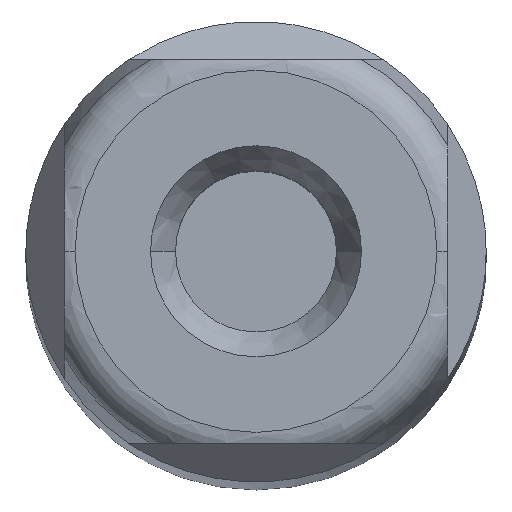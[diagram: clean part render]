
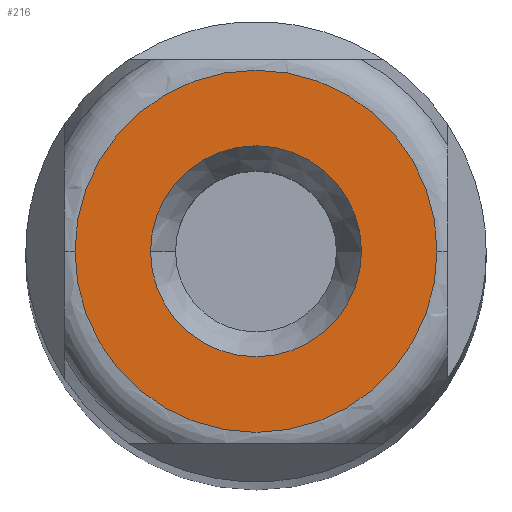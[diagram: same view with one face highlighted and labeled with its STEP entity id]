
A CAD part, top view. The second image highlights one B-rep face of the part: STEP entity #216.
In plain terms, the highlighted planar face has unit normal (0, 0, 1).
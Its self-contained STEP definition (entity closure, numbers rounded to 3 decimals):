
#6 = EDGE_CURVE ( 'NONE', #94, #818, #330, .T. ) ;
#16 = EDGE_CURVE ( 'NONE', #161, #259, #386, .T. ) ;
#30 = ORIENTED_EDGE ( 'NONE', *, *, #75, .T. ) ;
#61 = ORIENTED_EDGE ( 'NONE', *, *, #16, .T. ) ;
#75 = EDGE_CURVE ( 'NONE', #259, #161, #788, .T. ) ;
#94 = VERTEX_POINT ( 'NONE', #933 ) ;
#140 = ORIENTED_EDGE ( 'NONE', *, *, #148, .F. ) ;
#148 = EDGE_CURVE ( 'NONE', #818, #94, #568, .T. ) ;
#161 = VERTEX_POINT ( 'NONE', #660 ) ;
#181 = EDGE_LOOP ( 'NONE', ( #61, #30 ) ) ;
#215 = ORIENTED_EDGE ( 'NONE', *, *, #6, .F. ) ;
#216 = ADVANCED_FACE ( 'NONE', ( #319, #320 ), #321, .F. ) ;
#249 = EDGE_LOOP ( 'NONE', ( #140, #215 ) ) ;
#259 = VERTEX_POINT ( 'NONE', #582 ) ;
#319 = FACE_BOUND ( 'NONE', #249, .T. ) ;
#320 = FACE_OUTER_BOUND ( 'NONE', #181, .T. ) ;
#321 = PLANE ( 'NONE',  #322 ) ;
#322 = AXIS2_PLACEMENT_3D ( 'NONE', #323, #324, #325 ) ;
#323 = CARTESIAN_POINT ( 'NONE',  ( 0., 0., 0. ) ) ;
#324 = DIRECTION ( 'NONE',  ( 0., 0., -1. ) ) ;
#325 = DIRECTION ( 'NONE',  ( -1., 0., 0. ) ) ;
#330 = CIRCLE ( 'NONE', #331, 2.75 ) ;
#331 = AXIS2_PLACEMENT_3D ( 'NONE', #332, #333, #334 ) ;
#332 = CARTESIAN_POINT ( 'NONE',  ( 0., 0., 0. ) ) ;
#333 = DIRECTION ( 'NONE',  ( 0., 0., 1. ) ) ;
#334 = DIRECTION ( 'NONE',  ( 1., 0., 0. ) ) ;
#386 = CIRCLE ( 'NONE', #387, 4.72 ) ;
#387 = AXIS2_PLACEMENT_3D ( 'NONE', #388, #389, #390 ) ;
#388 = CARTESIAN_POINT ( 'NONE',  ( 0., 0., 0. ) ) ;
#389 = DIRECTION ( 'NONE',  ( 0., 0., 1. ) ) ;
#390 = DIRECTION ( 'NONE',  ( 1., 0., 0. ) ) ;
#568 = CIRCLE ( 'NONE', #569, 2.75 ) ;
#569 = AXIS2_PLACEMENT_3D ( 'NONE', #570, #571, #572 ) ;
#570 = CARTESIAN_POINT ( 'NONE',  ( 0., 0., 0. ) ) ;
#571 = DIRECTION ( 'NONE',  ( 0., 0., 1. ) ) ;
#572 = DIRECTION ( 'NONE',  ( 1., 0., 0. ) ) ;
#582 = CARTESIAN_POINT ( 'NONE',  ( -4.72, 0., 0. ) ) ;
#660 = CARTESIAN_POINT ( 'NONE',  ( 4.72, 0., 0. ) ) ;
#788 = CIRCLE ( 'NONE', #789, 4.72 ) ;
#789 = AXIS2_PLACEMENT_3D ( 'NONE', #790, #791, #792 ) ;
#790 = CARTESIAN_POINT ( 'NONE',  ( 0., 0., 0. ) ) ;
#791 = DIRECTION ( 'NONE',  ( 0., 0., 1. ) ) ;
#792 = DIRECTION ( 'NONE',  ( 1., 0., 0. ) ) ;
#818 = VERTEX_POINT ( 'NONE', #1140 ) ;
#933 = CARTESIAN_POINT ( 'NONE',  ( -2.75, 0., 0. ) ) ;
#1140 = CARTESIAN_POINT ( 'NONE',  ( 2.75, 0., 0. ) ) ;
